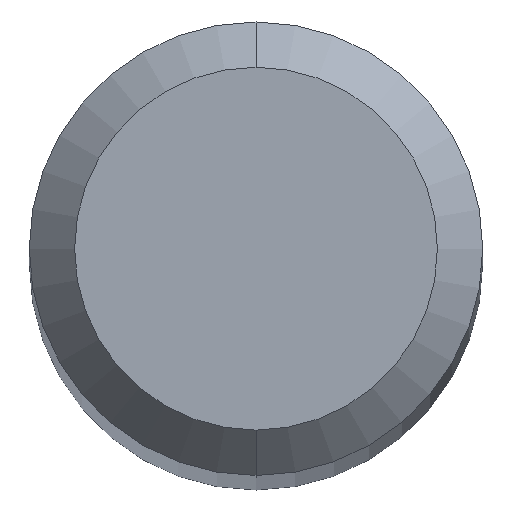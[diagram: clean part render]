
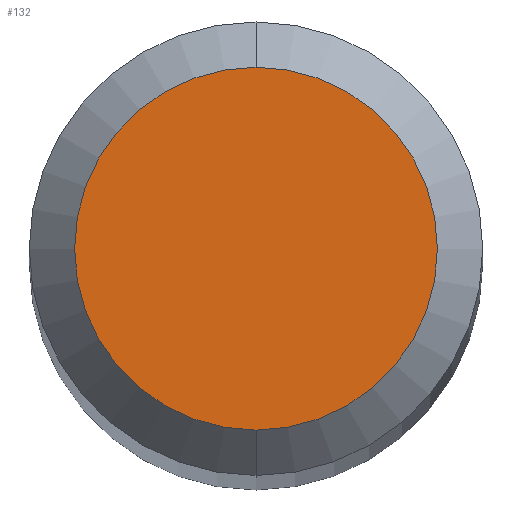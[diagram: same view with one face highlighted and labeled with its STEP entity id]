
A CAD part, top view. The second image highlights one B-rep face of the part: STEP entity #132.
In plain terms, the highlighted planar face has unit normal (0, 0, 1).
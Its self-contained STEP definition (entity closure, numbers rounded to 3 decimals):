
#17 = CARTESIAN_POINT ( 'NONE',  ( 0., 2.591, 0. ) ) ;
#31 = AXIS2_PLACEMENT_3D ( 'NONE', #17, #178, #64 ) ;
#32 = CARTESIAN_POINT ( 'NONE',  ( 0., 2.073, 0. ) ) ;
#37 = DIRECTION ( 'NONE',  ( 0., 1., 0. ) ) ;
#39 = AXIS2_PLACEMENT_3D ( 'NONE', #169, #184, #37 ) ;
#41 = ORIENTED_EDGE ( 'NONE', *, *, #104, .T. ) ;
#45 = CARTESIAN_POINT ( 'NONE',  ( 0., -2.073, 0. ) ) ;
#59 = VERTEX_POINT ( 'NONE', #45 ) ;
#60 = DIRECTION ( 'NONE',  ( 0., 1., 0. ) ) ;
#64 = DIRECTION ( 'NONE',  ( 0., 1., 0. ) ) ;
#65 = EDGE_LOOP ( 'NONE', ( #108, #41 ) ) ;
#87 = CIRCLE ( 'NONE', #39, 2.073 ) ;
#101 = AXIS2_PLACEMENT_3D ( 'NONE', #116, #114, #60 ) ;
#104 = EDGE_CURVE ( 'NONE', #59, #125, #177, .T. ) ;
#108 = ORIENTED_EDGE ( 'NONE', *, *, #212, .T. ) ;
#114 = DIRECTION ( 'NONE',  ( 0., 0., 1. ) ) ;
#116 = CARTESIAN_POINT ( 'NONE',  ( 0., 0., 0. ) ) ;
#125 = VERTEX_POINT ( 'NONE', #32 ) ;
#132 = ADVANCED_FACE ( 'NONE', ( #171 ), #144, .F. ) ;
#144 = PLANE ( 'NONE',  #31 ) ;
#169 = CARTESIAN_POINT ( 'NONE',  ( 0., 0., 0. ) ) ;
#171 = FACE_OUTER_BOUND ( 'NONE', #65, .T. ) ;
#177 = CIRCLE ( 'NONE', #101, 2.073 ) ;
#178 = DIRECTION ( 'NONE',  ( 0., 0., -1. ) ) ;
#184 = DIRECTION ( 'NONE',  ( 0., 0., 1. ) ) ;
#212 = EDGE_CURVE ( 'NONE', #125, #59, #87, .T. ) ;
